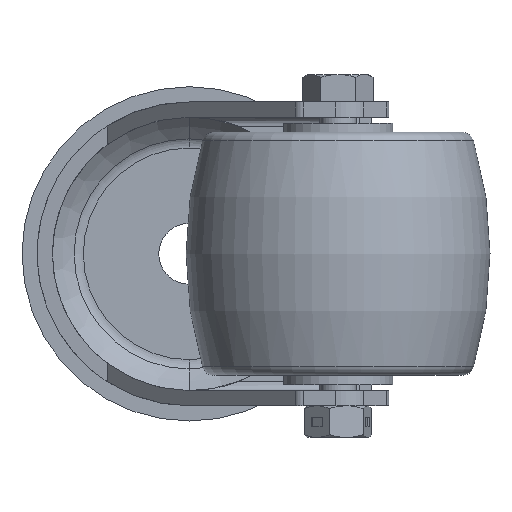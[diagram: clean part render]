
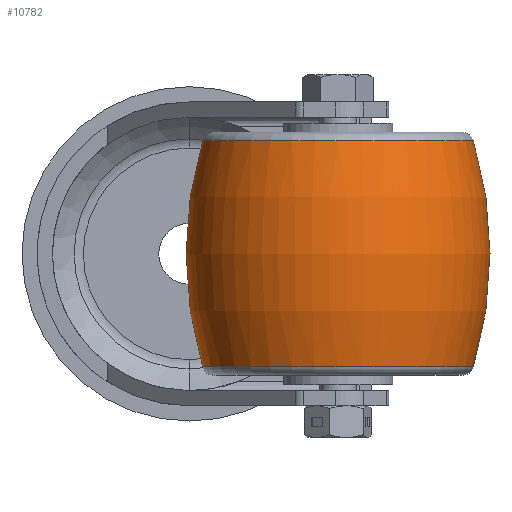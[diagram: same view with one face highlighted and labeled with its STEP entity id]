
A CAD part, front view. The second image highlights one B-rep face of the part: STEP entity #10782.
In plain terms, the highlighted toroidal (fillet/blend) face has major radius 40 mm and minor radius 65 mm.
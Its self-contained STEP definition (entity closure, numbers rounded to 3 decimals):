
#622 = AXIS2_PLACEMENT_3D ( 'NONE', #4298, #19873, #18891 ) ;
#1288 = CARTESIAN_POINT ( 'NONE',  ( 2.21, -46., -18.571 ) ) ;
#2021 = DIRECTION ( 'NONE',  ( 0., 0., 1. ) ) ;
#2726 = DIRECTION ( 'NONE',  ( 0., 0., 1. ) ) ;
#2829 = CARTESIAN_POINT ( 'NONE',  ( 24.5, -46., 18.571 ) ) ;
#3915 = ORIENTED_EDGE ( 'NONE', *, *, #7827, .F. ) ;
#4298 = CARTESIAN_POINT ( 'NONE',  ( 64.5, -46., 0. ) ) ;
#5523 = ORIENTED_EDGE ( 'NONE', *, *, #7135, .F. ) ;
#5565 = CIRCLE ( 'NONE', #5883, 22.29 ) ;
#5617 = CIRCLE ( 'NONE', #622, 65. ) ;
#5883 = AXIS2_PLACEMENT_3D ( 'NONE', #9379, #8198, #14595 ) ;
#5891 = AXIS2_PLACEMENT_3D ( 'NONE', #6291, #19209, #9440 ) ;
#6291 = CARTESIAN_POINT ( 'NONE',  ( -15.5, -46., 0. ) ) ;
#7135 = EDGE_CURVE ( 'NONE', #9790, #18300, #8610, .T. ) ;
#7438 = DIRECTION ( 'NONE',  ( 1., 0., 0. ) ) ;
#7759 = ORIENTED_EDGE ( 'NONE', *, *, #16499, .T. ) ;
#7827 = EDGE_CURVE ( 'NONE', #14801, #9790, #5617, .T. ) ;
#7889 = EDGE_LOOP ( 'NONE', ( #3915, #7759, #12145, #5523 ) ) ;
#8198 = DIRECTION ( 'NONE',  ( 0., 0., 1. ) ) ;
#8610 = CIRCLE ( 'NONE', #13612, 22.29 ) ;
#9379 = CARTESIAN_POINT ( 'NONE',  ( 24.5, -46., -18.571 ) ) ;
#9440 = DIRECTION ( 'NONE',  ( 0., 0., -1. ) ) ;
#9790 = VERTEX_POINT ( 'NONE', #14604 ) ;
#10497 = TOROIDAL_SURFACE ( 'NONE', #16214, -40., 65. ) ;
#10782 = ADVANCED_FACE ( 'NONE', ( #13350 ), #10497, .T. ) ;
#12145 = ORIENTED_EDGE ( 'NONE', *, *, #12339, .T. ) ;
#12339 = EDGE_CURVE ( 'NONE', #13688, #18300, #12894, .T. ) ;
#12894 = CIRCLE ( 'NONE', #5891, 65. ) ;
#13350 = FACE_OUTER_BOUND ( 'NONE', #7889, .T. ) ;
#13543 = CARTESIAN_POINT ( 'NONE',  ( 24.5, -46., 0. ) ) ;
#13612 = AXIS2_PLACEMENT_3D ( 'NONE', #2829, #2726, #7438 ) ;
#13688 = VERTEX_POINT ( 'NONE', #17032 ) ;
#14595 = DIRECTION ( 'NONE',  ( 1., 0., 0. ) ) ;
#14604 = CARTESIAN_POINT ( 'NONE',  ( 2.21, -46., 18.571 ) ) ;
#14801 = VERTEX_POINT ( 'NONE', #1288 ) ;
#16077 = CARTESIAN_POINT ( 'NONE',  ( 46.79, -46., 18.571 ) ) ;
#16214 = AXIS2_PLACEMENT_3D ( 'NONE', #13543, #2021, #19961 ) ;
#16499 = EDGE_CURVE ( 'NONE', #14801, #13688, #5565, .T. ) ;
#17032 = CARTESIAN_POINT ( 'NONE',  ( 46.79, -46., -18.571 ) ) ;
#18300 = VERTEX_POINT ( 'NONE', #16077 ) ;
#18891 = DIRECTION ( 'NONE',  ( -1., 0., 0. ) ) ;
#19209 = DIRECTION ( 'NONE',  ( 0., -1., 0. ) ) ;
#19873 = DIRECTION ( 'NONE',  ( 0., 1., 0. ) ) ;
#19961 = DIRECTION ( 'NONE',  ( 1., 0., 0. ) ) ;
